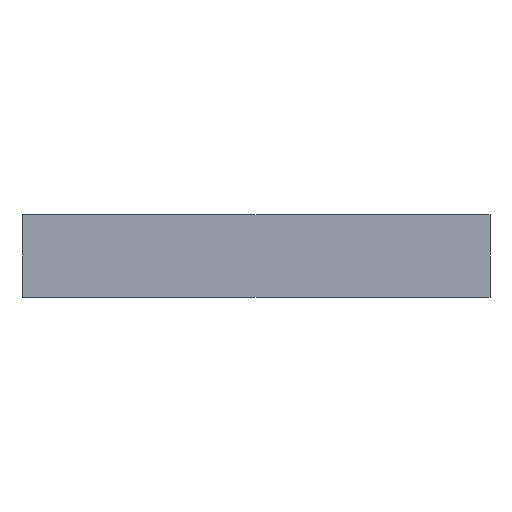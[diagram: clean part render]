
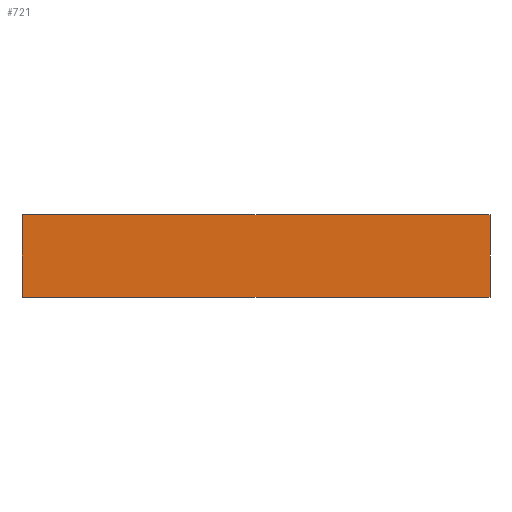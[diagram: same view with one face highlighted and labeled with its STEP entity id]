
A CAD part, front view. The second image highlights one B-rep face of the part: STEP entity #721.
In plain terms, the highlighted planar face has unit normal (0, -1, 0).
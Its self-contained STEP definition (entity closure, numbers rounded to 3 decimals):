
#12 = DIRECTION ( 'NONE',  ( 0., 1., 0. ) ) ;
#32 = VECTOR ( 'NONE', #526, 1000. ) ;
#38 = CARTESIAN_POINT ( 'NONE',  ( -142.624, -290., 50. ) ) ;
#106 = EDGE_LOOP ( 'NONE', ( #167, #254, #873, #248 ) ) ;
#112 = CARTESIAN_POINT ( 'NONE',  ( -142.624, -290., 50. ) ) ;
#134 = LINE ( 'NONE', #869, #32 ) ;
#165 = DIRECTION ( 'NONE',  ( 0., 0., -1. ) ) ;
#167 = ORIENTED_EDGE ( 'NONE', *, *, #383, .T. ) ;
#186 = LINE ( 'NONE', #112, #395 ) ;
#222 = EDGE_CURVE ( 'NONE', #907, #799, #186, .T. ) ;
#248 = ORIENTED_EDGE ( 'NONE', *, *, #603, .T. ) ;
#254 = ORIENTED_EDGE ( 'NONE', *, *, #809, .F. ) ;
#284 = CARTESIAN_POINT ( 'NONE',  ( -142.624, -290., 0. ) ) ;
#301 = CARTESIAN_POINT ( 'NONE',  ( -142.624, -290., 50. ) ) ;
#317 = CARTESIAN_POINT ( 'NONE',  ( -142.624, -290., 0. ) ) ;
#336 = FACE_OUTER_BOUND ( 'NONE', #106, .T. ) ;
#339 = VECTOR ( 'NONE', #731, 1000. ) ;
#348 = VECTOR ( 'NONE', #165, 1000. ) ;
#383 = EDGE_CURVE ( 'NONE', #532, #655, #746, .T. ) ;
#395 = VECTOR ( 'NONE', #1064, 1000. ) ;
#504 = CARTESIAN_POINT ( 'NONE',  ( 142.624, -290., 0. ) ) ;
#526 = DIRECTION ( 'NONE',  ( 0., 0., -1. ) ) ;
#532 = VERTEX_POINT ( 'NONE', #317 ) ;
#597 = CARTESIAN_POINT ( 'NONE',  ( 142.624, -290., 50. ) ) ;
#603 = EDGE_CURVE ( 'NONE', #907, #532, #818, .T. ) ;
#655 = VERTEX_POINT ( 'NONE', #504 ) ;
#721 = ADVANCED_FACE ( 'NONE', ( #336 ), #864, .F. ) ;
#731 = DIRECTION ( 'NONE',  ( 1., 0., 0. ) ) ;
#746 = LINE ( 'NONE', #284, #339 ) ;
#754 = AXIS2_PLACEMENT_3D ( 'NONE', #1115, #12, #784 ) ;
#784 = DIRECTION ( 'NONE',  ( 0., 0., 1. ) ) ;
#799 = VERTEX_POINT ( 'NONE', #597 ) ;
#809 = EDGE_CURVE ( 'NONE', #799, #655, #134, .T. ) ;
#818 = LINE ( 'NONE', #38, #348 ) ;
#864 = PLANE ( 'NONE',  #754 ) ;
#869 = CARTESIAN_POINT ( 'NONE',  ( 142.624, -290., 50. ) ) ;
#873 = ORIENTED_EDGE ( 'NONE', *, *, #222, .F. ) ;
#907 = VERTEX_POINT ( 'NONE', #301 ) ;
#1064 = DIRECTION ( 'NONE',  ( 1., 0., 0. ) ) ;
#1115 = CARTESIAN_POINT ( 'NONE',  ( -142.624, -290., 50. ) ) ;
